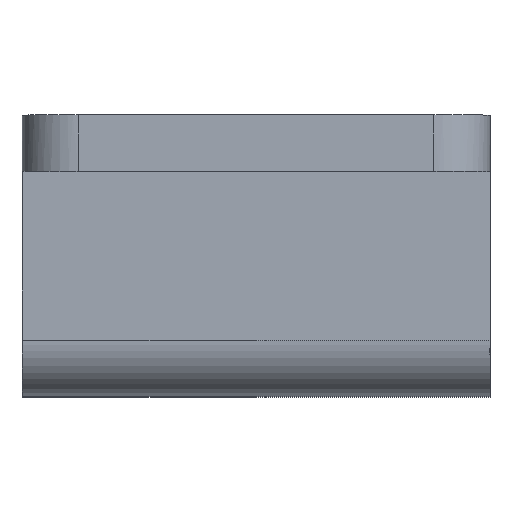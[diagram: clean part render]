
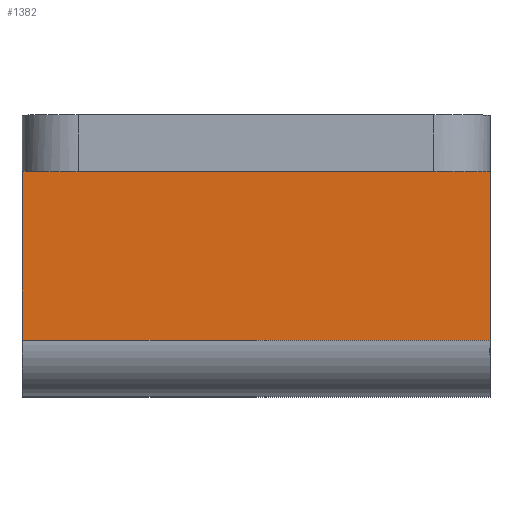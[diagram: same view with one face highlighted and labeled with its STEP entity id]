
A CAD part, top view. The second image highlights one B-rep face of the part: STEP entity #1382.
In plain terms, the highlighted free-form (B-spline) face has degree [1, 1] with [2, 2] control points.
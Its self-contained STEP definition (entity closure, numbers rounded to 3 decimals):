
#1241=CARTESIAN_POINT('',(-12.5,-12.0,13.0));
#1242=VERTEX_POINT('',#1241);
#1256=CARTESIAN_POINT('',(-12.5,-3.,13.));
#1257=VERTEX_POINT('',#1256);
#1258=CARTESIAN_POINT('',(-12.5,-12.0,13.0));
#1259=CARTESIAN_POINT('',(-12.5,-3.,13.));
#1260=QUASI_UNIFORM_CURVE('',1,(#1258,#1259),.UNSPECIFIED.,.F.,.U.);
#1261=EDGE_CURVE('',#1242,#1257,#1260,.T.);
#1293=CARTESIAN_POINT('',(12.5,-3.,13.));
#1294=VERTEX_POINT('',#1293);
#1300=CARTESIAN_POINT('',(12.5,-12.0,13.0));
#1301=VERTEX_POINT('',#1300);
#1302=CARTESIAN_POINT('',(12.5,-12.0,13.0));
#1303=CARTESIAN_POINT('',(12.5,-3.,13.));
#1304=QUASI_UNIFORM_CURVE('',1,(#1302,#1303),.UNSPECIFIED.,.F.,.U.);
#1305=EDGE_CURVE('',#1301,#1294,#1304,.T.);
#1343=CARTESIAN_POINT('',(12.5,-12.0,13.0));
#1344=CARTESIAN_POINT('',(-12.5,-12.0,13.0));
#1345=QUASI_UNIFORM_CURVE('',1,(#1343,#1344),.UNSPECIFIED.,.F.,.U.);
#1346=EDGE_CURVE('',#1301,#1242,#1345,.T.);
#1367=CARTESIAN_POINT('',(-13.749,-2.55,13.));
#1368=CARTESIAN_POINT('',(-13.749,-12.45,13.));
#1369=CARTESIAN_POINT('',(13.749,-2.55,13.));
#1370=CARTESIAN_POINT('',(13.749,-12.45,13.));
#1371=B_SPLINE_SURFACE_WITH_KNOTS('',1,1,((#1367,#1369),(#1368,#1370)),.UNSPECIFIED.,.F.,.F.,.U.,(2,2),(2,2),(0.0,9.899),(0.0,27.498),.UNSPECIFIED.);
#1372=ORIENTED_EDGE('',*,*,#1261,.F.);
#1373=ORIENTED_EDGE('',*,*,#1346,.F.);
#1374=ORIENTED_EDGE('',*,*,#1305,.T.);
#1375=CARTESIAN_POINT('',(12.5,-3.,13.));
#1376=CARTESIAN_POINT('',(-12.5,-3.,13.));
#1377=QUASI_UNIFORM_CURVE('',1,(#1375,#1376),.UNSPECIFIED.,.F.,.U.);
#1378=EDGE_CURVE('',#1294,#1257,#1377,.T.);
#1379=ORIENTED_EDGE('',*,*,#1378,.T.);
#1380=EDGE_LOOP('',(#1372,#1373,#1374,#1379));
#1381=FACE_OUTER_BOUND('',#1380,.T.);
#1382=ADVANCED_FACE('',(#1381),#1371,.T.);
